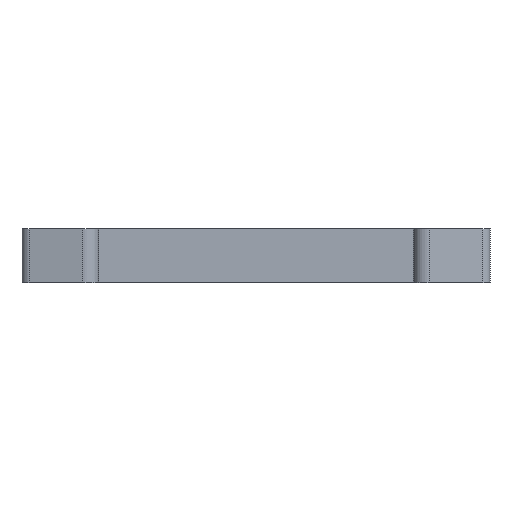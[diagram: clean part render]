
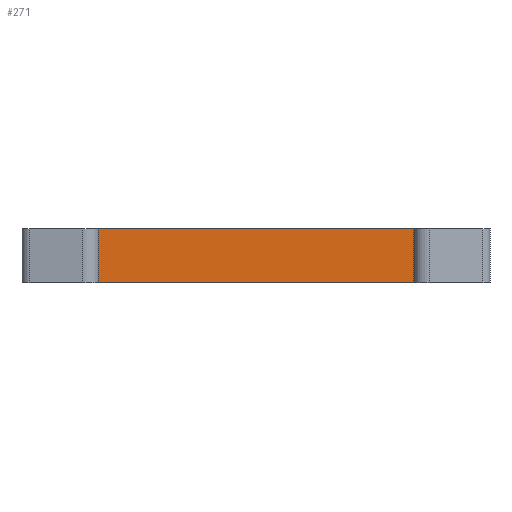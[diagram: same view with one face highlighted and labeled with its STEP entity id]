
A CAD part, front view. The second image highlights one B-rep face of the part: STEP entity #271.
In plain terms, the highlighted planar face has unit normal (0, -1, 0).
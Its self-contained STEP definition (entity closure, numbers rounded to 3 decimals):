
#271=ADVANCED_FACE('',(#730),#520,.T.);
#520=PLANE('',#4952);
#730=FACE_OUTER_BOUND('',#974,.T.);
#974=EDGE_LOOP('',(#1405,#1406,#1407,#1408));
#1405=ORIENTED_EDGE('',*,*,#3208,.T.);
#1406=ORIENTED_EDGE('',*,*,#3207,.F.);
#1407=ORIENTED_EDGE('',*,*,#3209,.F.);
#1408=ORIENTED_EDGE('',*,*,#3210,.T.);
#2756=VERTEX_POINT('',#6922);
#2758=VERTEX_POINT('',#6926);
#2759=VERTEX_POINT('',#6930);
#2760=VERTEX_POINT('',#6932);
#3207=EDGE_CURVE('',#2758,#2756,#3860,.T.);
#3208=EDGE_CURVE('',#2759,#2756,#3861,.T.);
#3209=EDGE_CURVE('',#2760,#2758,#3862,.T.);
#3210=EDGE_CURVE('',#2760,#2759,#3863,.T.);
#3860=LINE('',#6927,#4458);
#3861=LINE('',#6929,#4459);
#3862=LINE('',#6931,#4460);
#3863=LINE('',#6933,#4461);
#4458=VECTOR('',#5525,1.);
#4459=VECTOR('',#5528,1.);
#4460=VECTOR('',#5529,1.);
#4461=VECTOR('',#5530,1.);
#4952=AXIS2_PLACEMENT_3D('',#6934,#5531,#5532);
#5525=DIRECTION('',(0.,0.,1.));
#5528=DIRECTION('',(-1.,0.,0.));
#5529=DIRECTION('',(-1.,0.,0.));
#5530=DIRECTION('',(0.,0.,1.));
#5531=DIRECTION('',(0.,-1.,0.));
#5532=DIRECTION('',(0.,0.,1.));
#6922=CARTESIAN_POINT('',(-17.5,-39.1,6.));
#6926=CARTESIAN_POINT('',(-17.5,-39.1,0.));
#6927=CARTESIAN_POINT('',(-17.5,-39.1,5.25));
#6929=CARTESIAN_POINT('',(17.5,-39.1,6.));
#6930=CARTESIAN_POINT('',(17.5,-39.1,6.));
#6931=CARTESIAN_POINT('',(17.5,-39.1,0.));
#6932=CARTESIAN_POINT('',(17.5,-39.1,0.));
#6933=CARTESIAN_POINT('',(17.5,-39.1,5.25));
#6934=CARTESIAN_POINT('',(17.5,-39.1,5.25));
